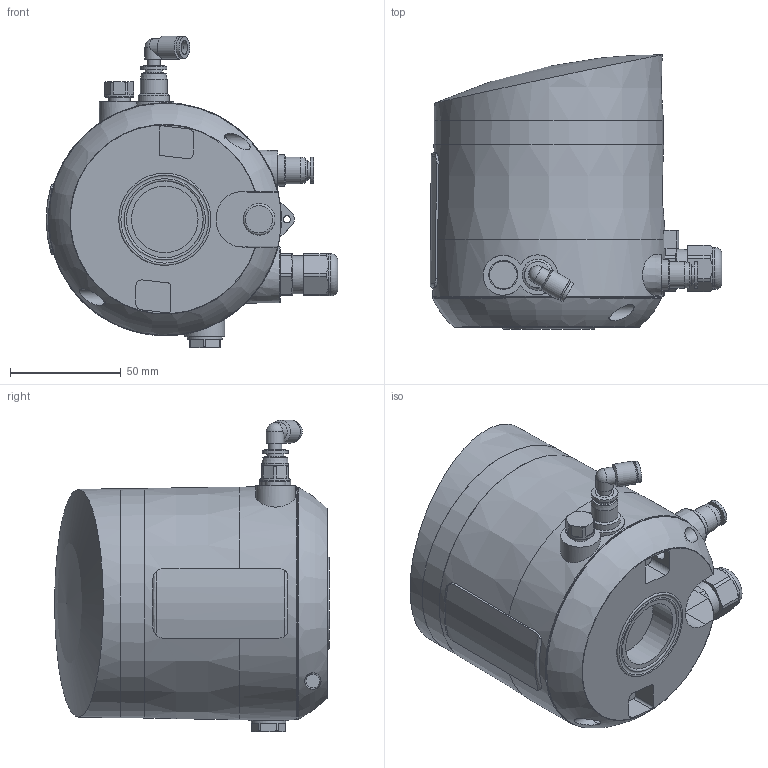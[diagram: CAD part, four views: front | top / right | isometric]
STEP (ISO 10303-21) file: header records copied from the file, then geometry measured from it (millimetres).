
FILE_DESCRIPTION(/* description */ ('STEP AP203'),/* implementation_level */ '2;1');
FILE_NAME(/* name */ '8010053566',/* time_stamp */ '2025-07-23T11:53:01+02:00',/* author */ ('License CC BY-ND 4.0'),/* organization */ ('CADENAS'),/* preprocessor_version */ 'ST-DEVELOPER v19.3',/* originating_system */ 'PARTsolutions',/* authorisation */ ' ');
FILE_SCHEMA (('CONFIG_CONTROL_DESIGN'));
Length unit declared in the file: millimetre
Products named in the file (1): 8010053566
Bounding box: 131.48 x 123.7 x 140.6 mm (x, y, z)
Volume: 949939.5 mm3; surface area: 63918.4 mm2
Topology: 1 solids, 2 shells, 212 faces, 510 edges, 330 vertices
Faces by surface type: plane 90, cylinder 67, torus 28, cone 23, sphere 4
Full cylindrical faces by diameter (mm): 3.2 x1, 4 x1, 4.5 x1, 6 x3, 6.2 x2, 6.8 x1, 7.4 x2, 7.7 x2, 8 x2, 9.2 x2, 9.7 x2, 10.4 x1, 11.8 x2, 12 x2, 13 x1, 14 x2, 14.3 x1, 15.6 x1, 17.2 x1, 18.01 x1, 19 x1, 30 x1, 105 x1
Entity records: 7572 total; most frequent: CARTESIAN_POINT 1483, DIRECTION 960, ORIENTED_EDGE 854, EDGE_CURVE 427, AXIS2_PLACEMENT_3D 407, VERTEX_POINT 310, FACE_BOUND 309, EDGE_LOOP 308
